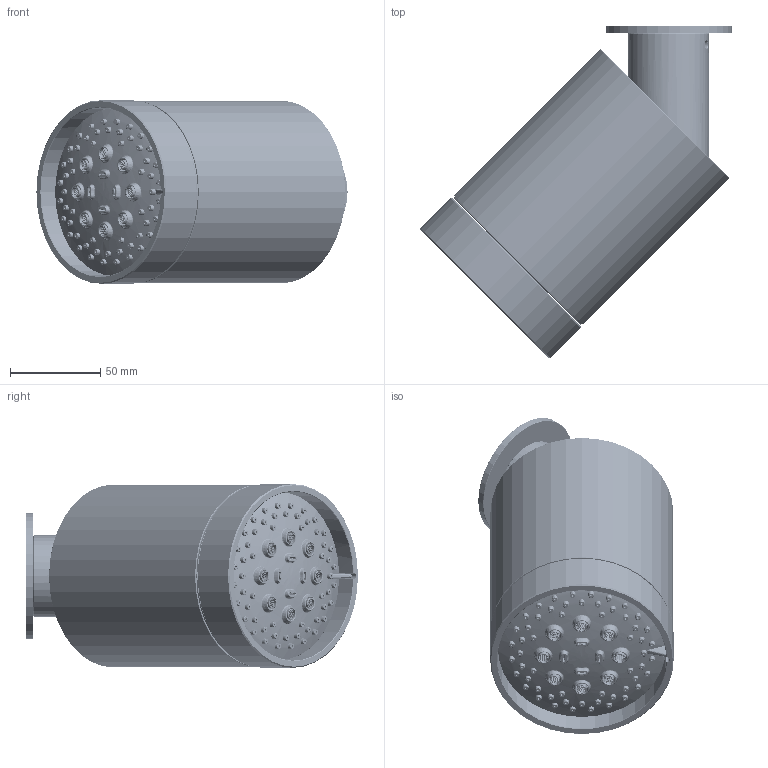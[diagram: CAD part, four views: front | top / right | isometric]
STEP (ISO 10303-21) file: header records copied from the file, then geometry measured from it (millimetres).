
FILE_DESCRIPTION(/* description */ ('Unknown'),/* implementation_level */ '2;1');
FILE_NAME(/* name */ 'AR470',/* time_stamp */ '2022-12-14T12:53:51+01:00',/* author */ ('Unknown'),/* organization */ ('Unknown'),/* preprocessor_version */ 'ST-DEVELOPER v16.7',/* originating_system */ 'DEX',/* authorisation */ $);
FILE_SCHEMA (('AUTOMOTIVE_DESIGN {1 0 10303 214 3 1 1}'));
Length unit declared in the file: millimetre
Products named in the file (14): AR470 vinyl; COPRI-BRACCIO-INOX; C073026_22300LI; A027055; ghiera-inox-vinyl; E055073_0332BZZ_ASM_oa_0; E055066_0332BDE_ASM_oa_1; A063057_C0500ZZ_ASM; A063057_0200ZZ_EROG; A063057_0200ZZ_GOMMA; A030105_51200ZZ; CORPO-SOFFIONE-D102-INOX; TAPPO-SOFF-INOX; C092055_00000ZZ
Assembly tree (16 placements, depth 5):
  AR470 vinyl
    COPRI-BRACCIO-INOX
    C073026_22300LI
    A027055
    ghiera-inox-vinyl
    E055073_0332BZZ_ASM_oa_0
      E055066_0332BDE_ASM_oa_1
        A063057_C0500ZZ_ASM
          A063057_0200ZZ_EROG
          A063057_0200ZZ_GOMMA
        A030105_51200ZZ
    CORPO-SOFFIONE-D102-INOX
    TAPPO-SOFF-INOX
    C092055_00000ZZ  x4
Bounding box: 172.79 x 184.29 x 102 mm (x, y, z)
Volume: 184141.5 mm3; surface area: 203461.7 mm2
Topology: 13 solids, 13 shells, 4872 faces, 13783 edges, 8865 vertices
Faces by surface type: plane 1713, bspline 1323, cylinder 759, cone 592, torus 460, sphere 25
Full cylindrical faces by diameter (mm): 3.5 x12, 4 x44, 4.5 x20, 4.7 x4, 5 x2, 6 x1, 7.5 x4, 42 x1, 45 x1, 54 x1, 70 x1, 74 x1, 82.8 x1, 93.4 x1, 94 x1, 98.6 x1, 99.9 x1, 100.2 x1, 101.6 x1, 102 x1
Entity records: 202915 total; most frequent: CARTESIAN_POINT 84113, ORIENTED_EDGE 24454, DIRECTION 18698, EDGE_CURVE 12227, VERTEX_POINT 8102, AXIS2_PLACEMENT_3D 7105, FACE_BOUND 6109, EDGE_LOOP 6108
